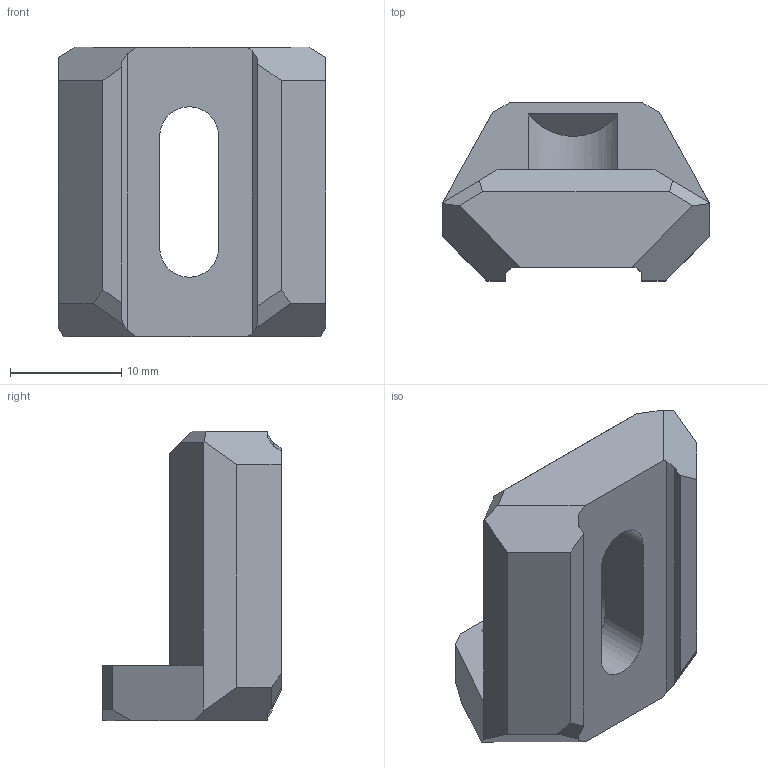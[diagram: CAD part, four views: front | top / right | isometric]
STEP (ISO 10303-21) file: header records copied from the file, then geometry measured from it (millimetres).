
FILE_DESCRIPTION(/* description */ (''),/* implementation_level */ '2;1');
FILE_NAME(/* name */ 'x_endstop_block_3.1.step',/* time_stamp */ '2022-06-06T13:16:24+01:00',/* author */ (''),/* organization */ (''),/* preprocessor_version */ 'ST-DEVELOPER v19',/* originating_system */ 'Autodesk Translation Framework v11.7.0.108',/* authorisation */ '');
FILE_SCHEMA (('AUTOMOTIVE_DESIGN { 1 0 10303 214 3 1 1 }'));
Length unit declared in the file: millimetre
Products named in the file (1): x_endstop_block_3.1
Bounding box: 24 x 16 x 26 mm (x, y, z)
Volume: 4331.8 mm3; surface area: 2379.8 mm2
Topology: 1 solids, 1 shells, 44 faces, 124 edges, 82 vertices
Faces by surface type: plane 40, cylinder 4
Entity records: 1441 total; most frequent: CARTESIAN_POINT 251, ORIENTED_EDGE 248, DIRECTION 226, EDGE_CURVE 124, LINE 112, VECTOR 112, VERTEX_POINT 82, AXIS2_PLACEMENT_3D 57
